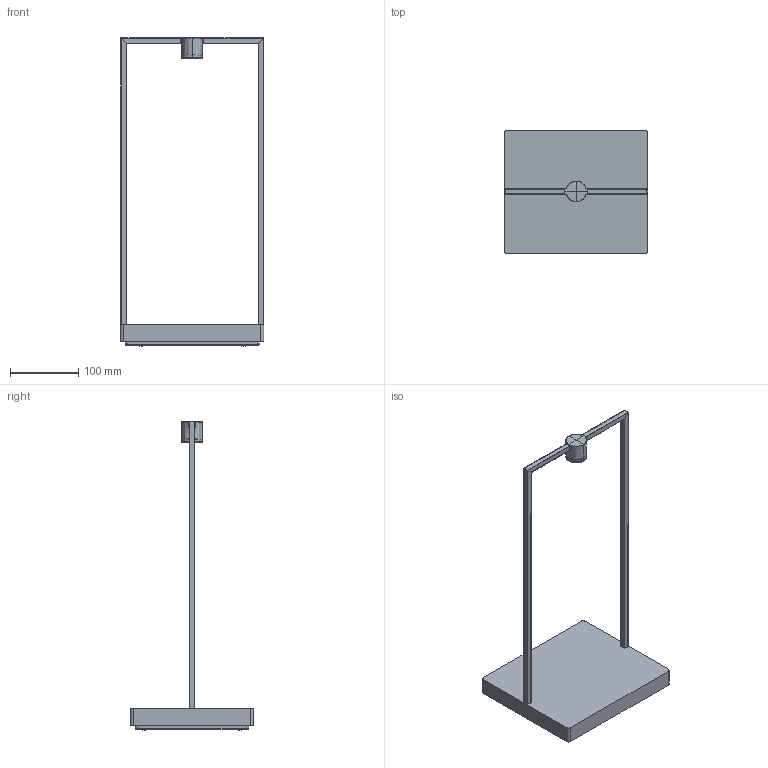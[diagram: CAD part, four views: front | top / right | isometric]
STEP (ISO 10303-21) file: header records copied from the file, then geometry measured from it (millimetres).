
FILE_DESCRIPTION(/* description */ (''),/* implementation_level */ '2;1');
FILE_NAME(/* name */ 'Curiosity 45',/* time_stamp */ '2020-10-08T11:59:41+02:00',/* author */ (''),/* organization */ (''),/* preprocessor_version */ 'ST-DEVELOPER v15',/* originating_system */ '',/* authorisation */ '');
FILE_SCHEMA (('AUTOMOTIVE_DESIGN'));
Length unit declared in the file: millimetre
Products named in the file (1): Document
Bounding box: 210 x 180 x 451.5 mm (x, y, z)
Volume: 1149531 mm3; surface area: 162030.7 mm2
Topology: 6 solids, 6 shells, 212 faces, 496 edges, 295 vertices
Faces by surface type: bspline 124, plane 88
Entity records: 9027 total; most frequent: CARTESIAN_POINT 5993, ORIENTED_EDGE 976, EDGE_CURVE 488, VERTEX_POINT 295, B_SPLINE_CURVE_WITH_KNOTS 280, EDGE_LOOP 225, ADVANCED_FACE 212, FACE_OUTER_BOUND 212
